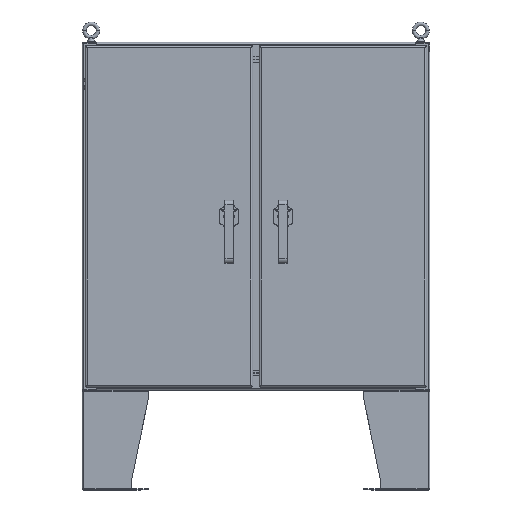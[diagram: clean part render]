
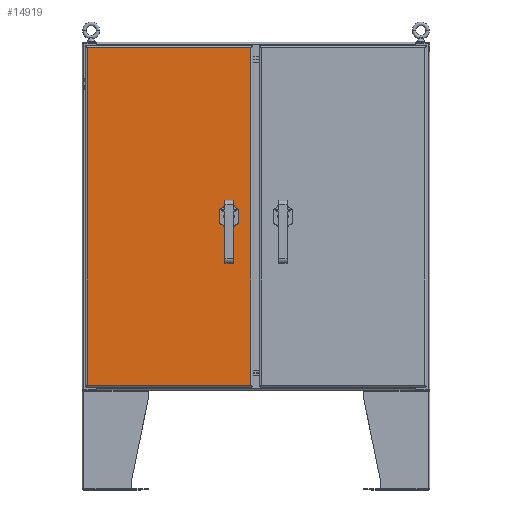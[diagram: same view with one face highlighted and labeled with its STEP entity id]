
A CAD part, top view. The second image highlights one B-rep face of the part: STEP entity #14919.
In plain terms, the highlighted planar face has unit normal (0, 0, 1).
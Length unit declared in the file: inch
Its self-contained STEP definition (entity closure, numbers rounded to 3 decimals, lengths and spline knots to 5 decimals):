
#13424=CARTESIAN_POINT('',(-3.25,0.,13.53));
#13425=DIRECTION('',(0.,0.,-1.));
#13426=DIRECTION('',(-1.,0.,0.));
#13427=AXIS2_PLACEMENT_3D('',#13424,#13425,#13426);
#13429=CARTESIAN_POINT('',(-3.25,0.,13.53));
#13430=DIRECTION('',(0.,0.,-1.));
#13431=DIRECTION('',(1.,0.,0.));
#13432=AXIS2_PLACEMENT_3D('',#13429,#13430,#13431);
#13434=CARTESIAN_POINT('',(-3.25,-1.125,13.53));
#13435=DIRECTION('',(0.,0.,-1.));
#13436=DIRECTION('',(-1.,0.,0.));
#13437=AXIS2_PLACEMENT_3D('',#13434,#13435,#13436);
#13439=CARTESIAN_POINT('',(-3.25,-1.125,13.53));
#13440=DIRECTION('',(0.,0.,-1.));
#13441=DIRECTION('',(1.,0.,0.));
#13442=AXIS2_PLACEMENT_3D('',#13439,#13440,#13441);
#13444=CARTESIAN_POINT('',(-2.5,0.75,13.53));
#13445=DIRECTION('',(0.,0.,-1.));
#13446=DIRECTION('',(-1.,0.,0.));
#13447=AXIS2_PLACEMENT_3D('',#13444,#13445,#13446);
#13449=CARTESIAN_POINT('',(-2.5,0.75,13.53));
#13450=DIRECTION('',(0.,0.,-1.));
#13451=DIRECTION('',(1.,0.,0.));
#13452=AXIS2_PLACEMENT_3D('',#13449,#13450,#13451);
#13454=CARTESIAN_POINT('',(-4.,0.75,13.53));
#13455=DIRECTION('',(0.,0.,-1.));
#13456=DIRECTION('',(-1.,0.,0.));
#13457=AXIS2_PLACEMENT_3D('',#13454,#13455,#13456);
#13459=CARTESIAN_POINT('',(-4.,0.75,13.53));
#13460=DIRECTION('',(0.,0.,-1.));
#13461=DIRECTION('',(1.,0.,0.));
#13462=AXIS2_PLACEMENT_3D('',#13459,#13460,#13461);
#13481=DIRECTION('',(-1.,0.,0.));
#13482=VECTOR('',#13481,19.79);
#13483=CARTESIAN_POINT('',(-0.605,20.395,13.53));
#13484=LINE('',#13483,#13482);
#13537=CARTESIAN_POINT('',(-20.395,20.395,13.53));
#13539=DIRECTION('',(0.,1.,0.));
#13540=VECTOR('',#13539,40.79);
#13541=CARTESIAN_POINT('',(-20.395,-20.395,13.53));
#13542=LINE('',#13541,#13540);
#13554=CARTESIAN_POINT('',(-20.395,-20.395,13.53));
#14061=DIRECTION('',(1.,0.,0.));
#14062=VECTOR('',#14061,19.79);
#14063=CARTESIAN_POINT('',(-20.395,-20.395,13.53));
#14064=LINE('',#14063,#14062);
#14117=CARTESIAN_POINT('',(-0.605,-20.395,13.53));
#14119=DIRECTION('',(0.,1.,0.));
#14120=VECTOR('',#14119,40.79);
#14121=CARTESIAN_POINT('',(-0.605,-20.395,13.53));
#14122=LINE('',#14121,#14120);
#14134=CARTESIAN_POINT('',(-0.605,20.395,13.53));
#14585=CARTESIAN_POINT('',(-3.5,0.,13.53));
#14587=VERTEX_POINT('',#14585);
#14589=CARTESIAN_POINT('',(-3.,0.,13.53));
#14591=VERTEX_POINT('',#14589);
#14593=CARTESIAN_POINT('',(-3.36,-1.125,13.53));
#14595=VERTEX_POINT('',#14593);
#14597=CARTESIAN_POINT('',(-3.14,-1.125,13.53));
#14599=VERTEX_POINT('',#14597);
#14601=CARTESIAN_POINT('',(-2.61,0.75,13.53));
#14603=VERTEX_POINT('',#14601);
#14605=CARTESIAN_POINT('',(-2.39,0.75,13.53));
#14607=VERTEX_POINT('',#14605);
#14609=CARTESIAN_POINT('',(-4.11,0.75,13.53));
#14611=VERTEX_POINT('',#14609);
#14613=CARTESIAN_POINT('',(-3.89,0.75,13.53));
#14615=VERTEX_POINT('',#14613);
#14624=VERTEX_POINT('',#13537);
#14625=VERTEX_POINT('',#13554);
#14644=VERTEX_POINT('',#14117);
#14645=VERTEX_POINT('',#14134);
#14880=CARTESIAN_POINT('',(0.,0.,13.53));
#14881=DIRECTION('',(0.,0.,1.));
#14882=DIRECTION('',(1.,0.,0.));
#14883=AXIS2_PLACEMENT_3D('',#14880,#14881,#14882);
#14884=PLANE('',#14883);
#14886=ORIENTED_EDGE('',*,*,#14885,.F.);
#14888=ORIENTED_EDGE('',*,*,#14887,.F.);
#14890=ORIENTED_EDGE('',*,*,#14889,.F.);
#14892=ORIENTED_EDGE('',*,*,#14891,.T.);
#14893=EDGE_LOOP('',(#14886,#14888,#14890,#14892));
#14894=FACE_OUTER_BOUND('',#14893,.F.);
#14896=ORIENTED_EDGE('',*,*,#14895,.F.);
#14898=ORIENTED_EDGE('',*,*,#14897,.F.);
#14899=EDGE_LOOP('',(#14896,#14898));
#14900=FACE_BOUND('',#14899,.F.);
#14902=ORIENTED_EDGE('',*,*,#14901,.F.);
#14904=ORIENTED_EDGE('',*,*,#14903,.F.);
#14905=EDGE_LOOP('',(#14902,#14904));
#14906=FACE_BOUND('',#14905,.F.);
#14908=ORIENTED_EDGE('',*,*,#14907,.F.);
#14910=ORIENTED_EDGE('',*,*,#14909,.F.);
#14911=EDGE_LOOP('',(#14908,#14910));
#14912=FACE_BOUND('',#14911,.F.);
#14914=ORIENTED_EDGE('',*,*,#14913,.F.);
#14916=ORIENTED_EDGE('',*,*,#14915,.F.);
#14917=EDGE_LOOP('',(#14914,#14916));
#14918=FACE_BOUND('',#14917,.F.);
#14919=ADVANCED_FACE('',(#14894,#14900,#14906,#14912,#14918),#14884,.T.);
#13428=CIRCLE('',#13427,0.25);
#13433=CIRCLE('',#13432,0.25);
#13438=CIRCLE('',#13437,0.11);
#13443=CIRCLE('',#13442,0.11);
#13448=CIRCLE('',#13447,0.11);
#13453=CIRCLE('',#13452,0.11);
#13458=CIRCLE('',#13457,0.11);
#13463=CIRCLE('',#13462,0.11);
#14885=EDGE_CURVE('',#14645,#14624,#13484,.T.);
#14887=EDGE_CURVE('',#14644,#14645,#14122,.T.);
#14889=EDGE_CURVE('',#14625,#14644,#14064,.T.);
#14891=EDGE_CURVE('',#14625,#14624,#13542,.T.);
#14895=EDGE_CURVE('',#14587,#14591,#13428,.T.);
#14897=EDGE_CURVE('',#14591,#14587,#13433,.T.);
#14901=EDGE_CURVE('',#14595,#14599,#13438,.T.);
#14903=EDGE_CURVE('',#14599,#14595,#13443,.T.);
#14907=EDGE_CURVE('',#14603,#14607,#13448,.T.);
#14909=EDGE_CURVE('',#14607,#14603,#13453,.T.);
#14913=EDGE_CURVE('',#14611,#14615,#13458,.T.);
#14915=EDGE_CURVE('',#14615,#14611,#13463,.T.);
